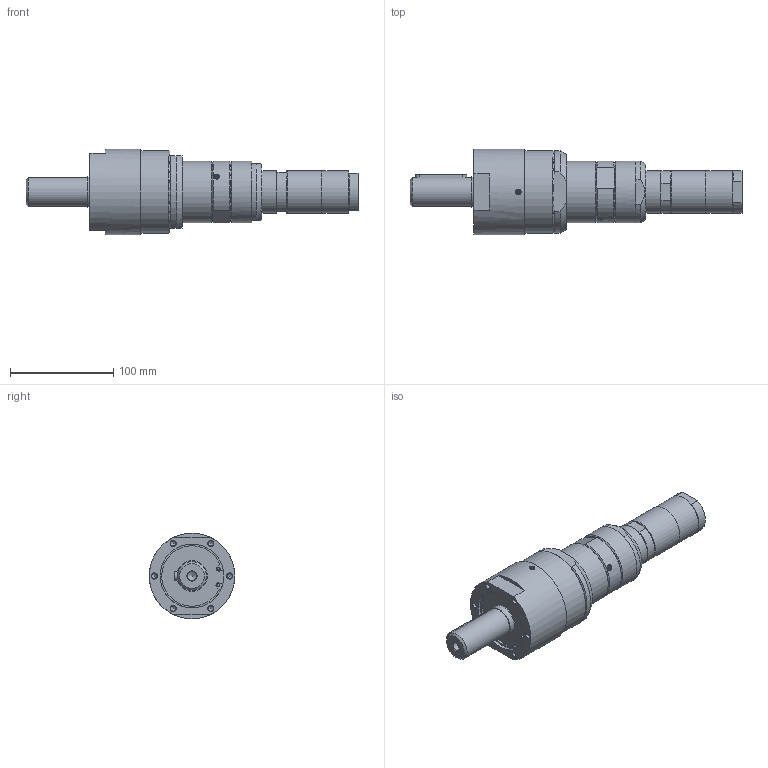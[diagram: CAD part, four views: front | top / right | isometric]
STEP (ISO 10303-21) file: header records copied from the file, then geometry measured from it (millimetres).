
FILE_DESCRIPTION(/* description */ (''),/* implementation_level */ '2;1');
FILE_NAME(/* name */ 'MUD 23-15_60008947.stp',/* time_stamp */ '2018-10-11T09:41:06+02:00',/* author */ ('flambert'),/* organization */ (''),/* preprocessor_version */ 'ST-DEVELOPER v17',/* originating_system */ 'Autodesk Inventor 2018',/* authorisation */ '');
FILE_SCHEMA (('AUTOMOTIVE_DESIGN { 1 0 10303 214 3 1 1 }'));
Length unit declared in the file: millimetre
Products named in the file (1): MUD 23-15_60008947
Bounding box: 322 x 83 x 83 mm (x, y, z)
Volume: 819830.8 mm3; surface area: 76892.8 mm2
Topology: 1 solids, 5 shells, 243 faces, 626 edges, 422 vertices
Faces by surface type: plane 124, cylinder 62, cone 43, bspline 7, sphere 4, torus 3
Full cylindrical faces by diameter (mm): 1.55 x4, 2.5 x2, 3.3 x1, 3.6 x2, 4 x3, 4.917 x6, 5 x2, 5.5 x2, 8.376 x1, 11.445 x3, 28 x1, 30 x2, 41.5 x3, 42 x1, 60 x2, 62 x1, 68.178 x1, 68.376 x1, 80 x1, 83 x1
Entity records: 8019 total; most frequent: CARTESIAN_POINT 1660, DIRECTION 1289, ORIENTED_EDGE 1238, EDGE_CURVE 619, AXIS2_PLACEMENT_3D 487, VERTEX_POINT 422, LINE 315, VECTOR 315
